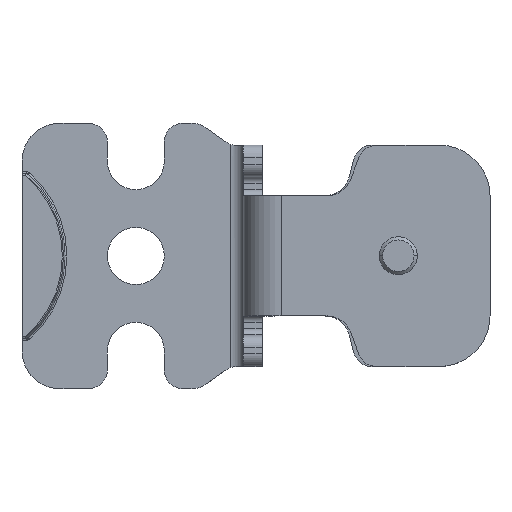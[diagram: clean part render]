
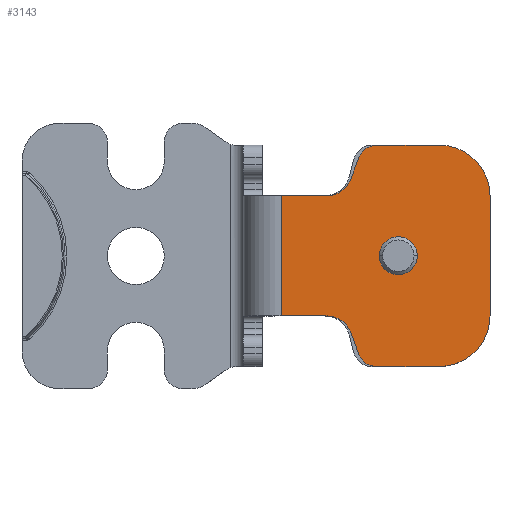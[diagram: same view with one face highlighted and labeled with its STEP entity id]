
A CAD part, top view. The second image highlights one B-rep face of the part: STEP entity #3143.
In plain terms, the highlighted planar face has unit normal (0, 0, 1).
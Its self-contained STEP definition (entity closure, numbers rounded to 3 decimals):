
#710=DIRECTION('',(-1.,0.,0.));
#711=VECTOR('',#710,7.228);
#712=CARTESIAN_POINT('',(-11.272,-9.5,2.));
#713=LINE('',#712,#711);
#786=DIRECTION('',(0.351,-0.936,0.));
#787=VECTOR('',#786,3.693);
#788=CARTESIAN_POINT('',(-7.527,-12.096,2.));
#789=LINE('',#788,#787);
#790=CARTESIAN_POINT('',(-11.272,-13.5,2.));
#791=DIRECTION('',(0.,0.,-1.));
#792=DIRECTION('',(0.,1.,0.));
#793=AXIS2_PLACEMENT_3D('',#790,#791,#792);
#795=CARTESIAN_POINT('',(-11.272,13.5,2.));
#796=DIRECTION('',(0.,0.,-1.));
#797=DIRECTION('',(0.936,-0.351,0.));
#798=AXIS2_PLACEMENT_3D('',#795,#796,#797);
#800=DIRECTION('',(-0.351,-0.936,0.));
#801=VECTOR('',#800,3.693);
#802=CARTESIAN_POINT('',(-6.23,15.553,2.));
#803=LINE('',#802,#801);
#804=CARTESIAN_POINT('',(-3.421,14.5,2.));
#805=DIRECTION('',(0.,0.,1.));
#806=DIRECTION('',(0.,1.,0.));
#807=AXIS2_PLACEMENT_3D('',#804,#805,#806);
#809=CARTESIAN_POINT('',(6.5,9.5,2.));
#810=DIRECTION('',(0.,0.,1.));
#811=DIRECTION('',(1.,0.,0.));
#812=AXIS2_PLACEMENT_3D('',#809,#810,#811);
#814=CARTESIAN_POINT('',(6.5,-9.5,2.));
#815=DIRECTION('',(0.,0.,1.));
#816=DIRECTION('',(0.,-1.,0.));
#817=AXIS2_PLACEMENT_3D('',#814,#815,#816);
#819=CARTESIAN_POINT('',(-3.421,-14.5,2.));
#820=DIRECTION('',(0.,0.,1.));
#821=DIRECTION('',(-0.936,-0.351,0.));
#822=AXIS2_PLACEMENT_3D('',#819,#820,#821);
#824=CARTESIAN_POINT('',(0.,0.,2.));
#825=DIRECTION('',(0.,0.,-1.));
#826=DIRECTION('',(1.,0.,0.));
#827=AXIS2_PLACEMENT_3D('',#824,#825,#826);
#829=CARTESIAN_POINT('',(0.,0.,2.));
#830=DIRECTION('',(0.,0.,-1.));
#831=DIRECTION('',(-1.,0.,0.));
#832=AXIS2_PLACEMENT_3D('',#829,#830,#831);
#834=DIRECTION('',(0.,-1.,0.));
#835=VECTOR('',#834,19.);
#836=CARTESIAN_POINT('',(-18.5,9.5,2.));
#837=LINE('',#836,#835);
#1086=DIRECTION('',(0.,-1.,0.));
#1087=VECTOR('',#1086,19.);
#1088=CARTESIAN_POINT('',(14.5,9.5,2.));
#1089=LINE('',#1088,#1087);
#1106=DIRECTION('',(-1.,0.,0.));
#1107=VECTOR('',#1106,9.921);
#1108=CARTESIAN_POINT('',(6.5,-17.5,2.));
#1109=LINE('',#1108,#1107);
#1146=DIRECTION('',(1.,0.,0.));
#1147=VECTOR('',#1146,9.921);
#1148=CARTESIAN_POINT('',(-3.421,17.5,2.));
#1149=LINE('',#1148,#1147);
#1192=DIRECTION('',(1.,0.,0.));
#1193=VECTOR('',#1192,7.228);
#1194=CARTESIAN_POINT('',(-18.5,9.5,2.));
#1195=LINE('',#1194,#1193);
#1657=CARTESIAN_POINT('',(-7.527,-12.096,2.));
#1658=CARTESIAN_POINT('',(-6.23,-15.553,2.));
#1659=VERTEX_POINT('',#1657);
#1660=VERTEX_POINT('',#1658);
#1661=CARTESIAN_POINT('',(-11.272,-9.5,2.));
#1662=VERTEX_POINT('',#1661);
#1663=CARTESIAN_POINT('',(-18.5,-9.5,2.));
#1664=VERTEX_POINT('',#1663);
#1665=CARTESIAN_POINT('',(-18.5,9.5,2.));
#1666=VERTEX_POINT('',#1665);
#1667=CARTESIAN_POINT('',(-11.272,9.5,2.));
#1668=VERTEX_POINT('',#1667);
#1669=CARTESIAN_POINT('',(-7.527,12.096,2.));
#1670=VERTEX_POINT('',#1669);
#1671=CARTESIAN_POINT('',(-6.23,15.553,2.));
#1672=VERTEX_POINT('',#1671);
#1673=CARTESIAN_POINT('',(-3.421,17.5,2.));
#1674=VERTEX_POINT('',#1673);
#1675=CARTESIAN_POINT('',(6.5,17.5,2.));
#1676=VERTEX_POINT('',#1675);
#1677=CARTESIAN_POINT('',(14.5,9.5,2.));
#1678=VERTEX_POINT('',#1677);
#1679=CARTESIAN_POINT('',(14.5,-9.5,2.));
#1680=VERTEX_POINT('',#1679);
#1681=CARTESIAN_POINT('',(6.5,-17.5,2.));
#1682=VERTEX_POINT('',#1681);
#1683=CARTESIAN_POINT('',(-3.421,-17.5,2.));
#1684=VERTEX_POINT('',#1683);
#2096=CARTESIAN_POINT('',(3.,0.,2.));
#2097=CARTESIAN_POINT('',(-3.,0.,2.));
#2098=VERTEX_POINT('',#2096);
#2099=VERTEX_POINT('',#2097);
#3105=CARTESIAN_POINT('',(-2.,0.,2.));
#3106=DIRECTION('',(0.,0.,1.));
#3107=DIRECTION('',(1.,0.,0.));
#3108=AXIS2_PLACEMENT_3D('',#3105,#3106,#3107);
#3109=PLANE('',#3108);
#3110=ORIENTED_EDGE('',*,*,#3071,.F.);
#3111=ORIENTED_EDGE('',*,*,#3092,.F.);
#3112=ORIENTED_EDGE('',*,*,#3009,.T.);
#3114=ORIENTED_EDGE('',*,*,#3113,.F.);
#3116=ORIENTED_EDGE('',*,*,#3115,.T.);
#3118=ORIENTED_EDGE('',*,*,#3117,.F.);
#3120=ORIENTED_EDGE('',*,*,#3119,.F.);
#3122=ORIENTED_EDGE('',*,*,#3121,.F.);
#3124=ORIENTED_EDGE('',*,*,#3123,.T.);
#3126=ORIENTED_EDGE('',*,*,#3125,.F.);
#3128=ORIENTED_EDGE('',*,*,#3127,.T.);
#3130=ORIENTED_EDGE('',*,*,#3129,.F.);
#3132=ORIENTED_EDGE('',*,*,#3131,.T.);
#3134=ORIENTED_EDGE('',*,*,#3133,.F.);
#3135=EDGE_LOOP('',(#3110,#3111,#3112,#3114,#3116,#3118,#3120,#3122,#3124,#3126,
#3128,#3130,#3132,#3134));
#3136=FACE_OUTER_BOUND('',#3135,.F.);
#3138=ORIENTED_EDGE('',*,*,#3137,.F.);
#3140=ORIENTED_EDGE('',*,*,#3139,.F.);
#3141=EDGE_LOOP('',(#3138,#3140));
#3142=FACE_BOUND('',#3141,.F.);
#794=CIRCLE('',#793,4.);
#799=CIRCLE('',#798,4.);
#808=CIRCLE('',#807,3.);
#813=CIRCLE('',#812,8.);
#818=CIRCLE('',#817,8.);
#823=CIRCLE('',#822,3.);
#828=CIRCLE('',#827,3.);
#833=CIRCLE('',#832,3.);
#3009=EDGE_CURVE('',#1662,#1664,#713,.T.);
#3071=EDGE_CURVE('',#1659,#1660,#789,.T.);
#3092=EDGE_CURVE('',#1662,#1659,#794,.T.);
#3113=EDGE_CURVE('',#1666,#1664,#837,.T.);
#3115=EDGE_CURVE('',#1666,#1668,#1195,.T.);
#3117=EDGE_CURVE('',#1670,#1668,#799,.T.);
#3119=EDGE_CURVE('',#1672,#1670,#803,.T.);
#3121=EDGE_CURVE('',#1674,#1672,#808,.T.);
#3123=EDGE_CURVE('',#1674,#1676,#1149,.T.);
#3125=EDGE_CURVE('',#1678,#1676,#813,.T.);
#3127=EDGE_CURVE('',#1678,#1680,#1089,.T.);
#3129=EDGE_CURVE('',#1682,#1680,#818,.T.);
#3131=EDGE_CURVE('',#1682,#1684,#1109,.T.);
#3133=EDGE_CURVE('',#1660,#1684,#823,.T.);
#3137=EDGE_CURVE('',#2098,#2099,#828,.T.);
#3139=EDGE_CURVE('',#2099,#2098,#833,.T.);
#3143=ADVANCED_FACE('',(#3136,#3142),#3109,.T.);
